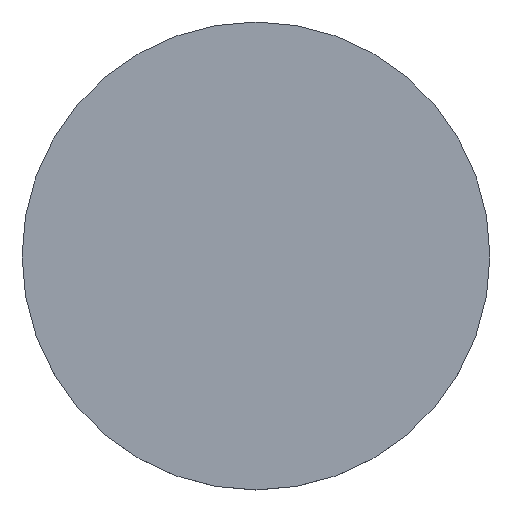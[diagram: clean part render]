
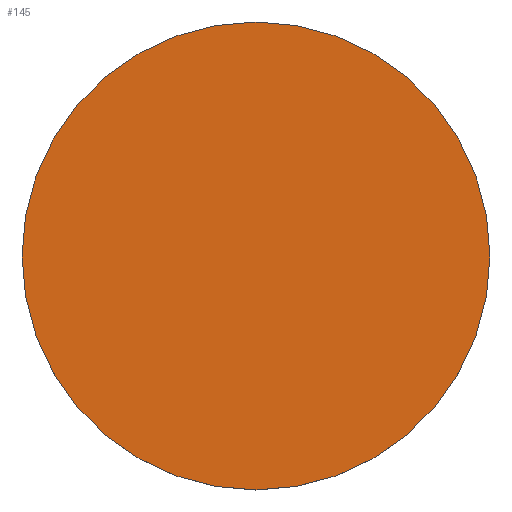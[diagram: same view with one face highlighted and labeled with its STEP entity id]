
A CAD part, top view. The second image highlights one B-rep face of the part: STEP entity #145.
In plain terms, the highlighted planar face has unit normal (0, 0, 1).
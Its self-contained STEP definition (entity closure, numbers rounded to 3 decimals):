
#1 = DIRECTION ( 'NONE',  ( 1., 0., 0. ) ) ;
#14 = EDGE_CURVE ( 'NONE', #120, #109, #175, .T. ) ;
#17 = DIRECTION ( 'NONE',  ( 0., 0., 1. ) ) ;
#31 = CARTESIAN_POINT ( 'NONE',  ( 0., 0., 2.3 ) ) ;
#35 = AXIS2_PLACEMENT_3D ( 'NONE', #31, #87, #1 ) ;
#40 = CIRCLE ( 'NONE', #122, 20.5 ) ;
#44 = PLANE ( 'NONE',  #110 ) ;
#57 = ORIENTED_EDGE ( 'NONE', *, *, #174, .T. ) ;
#58 = CARTESIAN_POINT ( 'NONE',  ( -20.5, 0., 2.3 ) ) ;
#67 = EDGE_LOOP ( 'NONE', ( #80, #57 ) ) ;
#80 = ORIENTED_EDGE ( 'NONE', *, *, #14, .T. ) ;
#87 = DIRECTION ( 'NONE',  ( 0., 0., 1. ) ) ;
#90 = DIRECTION ( 'NONE',  ( 1., 0., 0. ) ) ;
#102 = CARTESIAN_POINT ( 'NONE',  ( 0., 0., 2.3 ) ) ;
#107 = FACE_OUTER_BOUND ( 'NONE', #67, .T. ) ;
#109 = VERTEX_POINT ( 'NONE', #142 ) ;
#110 = AXIS2_PLACEMENT_3D ( 'NONE', #152, #168, #90 ) ;
#118 = DIRECTION ( 'NONE',  ( 1., 0., 0. ) ) ;
#120 = VERTEX_POINT ( 'NONE', #58 ) ;
#122 = AXIS2_PLACEMENT_3D ( 'NONE', #102, #17, #118 ) ;
#142 = CARTESIAN_POINT ( 'NONE',  ( 20.5, 0., 2.3 ) ) ;
#145 = ADVANCED_FACE ( 'NONE', ( #107 ), #44, .T. ) ;
#152 = CARTESIAN_POINT ( 'NONE',  ( 0., 0., 2.3 ) ) ;
#168 = DIRECTION ( 'NONE',  ( 0., 0., 1. ) ) ;
#174 = EDGE_CURVE ( 'NONE', #109, #120, #40, .T. ) ;
#175 = CIRCLE ( 'NONE', #35, 20.5 ) ;
